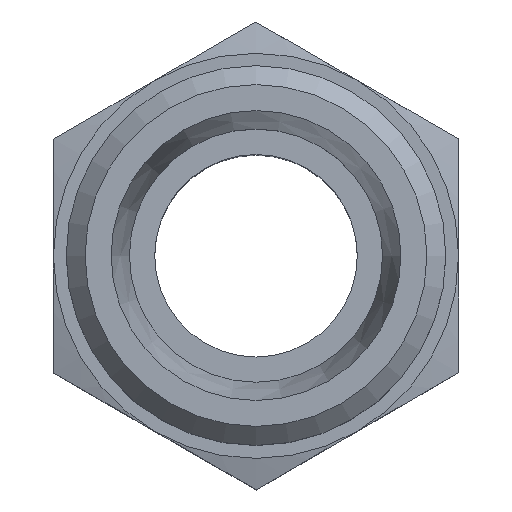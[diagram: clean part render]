
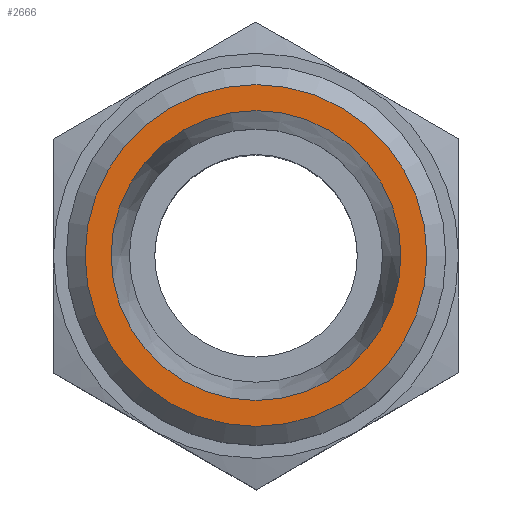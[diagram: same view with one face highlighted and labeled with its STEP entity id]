
A CAD part, top view. The second image highlights one B-rep face of the part: STEP entity #2666.
In plain terms, the highlighted planar face has unit normal (0, 0, 1).
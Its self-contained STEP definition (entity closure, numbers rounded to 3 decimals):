
#2491=CARTESIAN_POINT('',(6.016,6.145,47.0));
#2492=VERTEX_POINT('',#2491);
#2493=CARTESIAN_POINT('',(-5.434,6.145,47.0));
#2494=DIRECTION('',(0.0,0.0,-1.0));
#2495=DIRECTION('',(-1.0,0.0,0.0));
#2496=AXIS2_PLACEMENT_3D('',#2493,#2494,#2495);
#2497=CIRCLE('',#2496,11.45);
#2498=EDGE_CURVE('',#2492,#2492,#2497,.T.);
#2643=CARTESIAN_POINT('',(8.066,6.145,47.0));
#2644=VERTEX_POINT('',#2643);
#2645=CARTESIAN_POINT('',(-5.434,6.145,47.0));
#2646=DIRECTION('',(0.0,0.0,-1.0));
#2647=DIRECTION('',(-1.0,0.0,0.0));
#2648=AXIS2_PLACEMENT_3D('',#2645,#2646,#2647);
#2649=CIRCLE('',#2648,13.5);
#2650=EDGE_CURVE('',#2644,#2644,#2649,.T.);
#2655=CARTESIAN_POINT('',(-5.434,6.145,47.0));
#2656=DIRECTION('',(0.0,0.0,1.0));
#2657=DIRECTION('',(1.0,0.0,0.0));
#2658=AXIS2_PLACEMENT_3D('',#2655,#2656,#2657);
#2659=PLANE('',#2658);
#2660=ORIENTED_EDGE('',*,*,#2650,.F.);
#2661=EDGE_LOOP('',(#2660));
#2662=FACE_OUTER_BOUND('',#2661,.T.);
#2663=ORIENTED_EDGE('',*,*,#2498,.T.);
#2664=EDGE_LOOP('',(#2663));
#2665=FACE_BOUND('',#2664,.T.);
#2666=ADVANCED_FACE('',(#2662,#2665),#2659,.T.);
